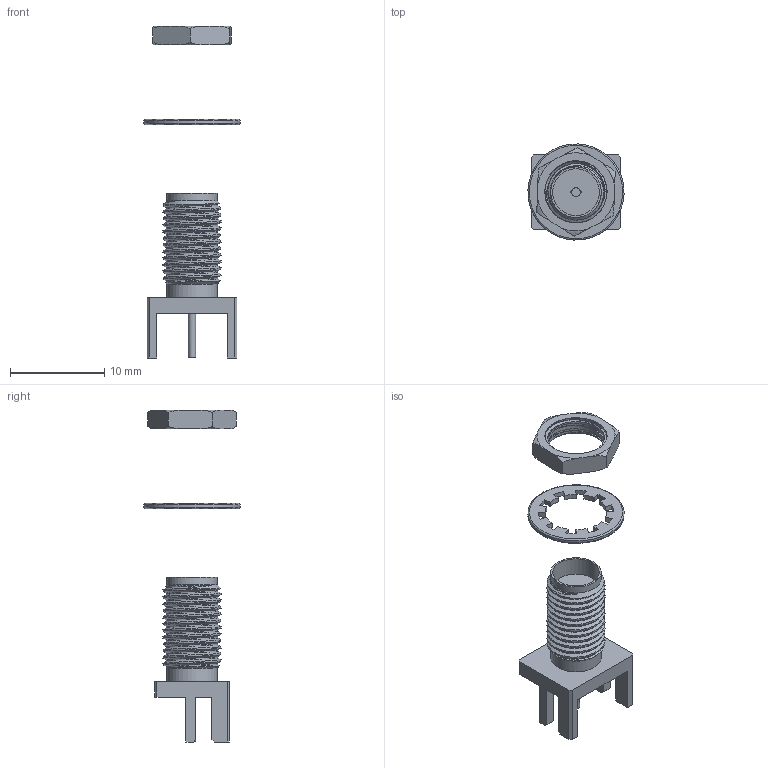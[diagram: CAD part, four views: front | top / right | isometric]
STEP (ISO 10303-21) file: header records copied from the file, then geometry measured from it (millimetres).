
FILE_DESCRIPTION(/* description */ ('Unknown'),/* implementation_level */ '2;1');
FILE_NAME(/* name */ '60312242114510',/* time_stamp */ '2018-09-19T16:05:49+02:00',/* author */ ('Unknown'),/* organization */ ('Unknown'),/* preprocessor_version */ 'ST-DEVELOPER v16.7',/* originating_system */ 'DEX',/* authorisation */ $);
FILE_SCHEMA (('AUTOMOTIVE_DESIGN {1 0 10303 214 3 1 1}'));
Length unit declared in the file: millimetre
Products named in the file (1): 60312242114510
Bounding box: 10.19 x 10.19 x 35.18 mm (x, y, z)
Volume: 496.6 mm3; surface area: 971.1 mm2
Topology: 3 solids, 4 shells, 128 faces, 348 edges, 233 vertices
Faces by surface type: plane 69, cylinder 36, torus 14, cone 5, bspline 4
Full cylindrical faces by diameter (mm): 0.76 x1, 1 x1, 1.27 x1, 2.95 x1, 4.95 x1, 5.35 x2, 10.2 x1
Entity records: 6155 total; most frequent: CARTESIAN_POINT 2640, ORIENTED_EDGE 640, DIRECTION 624, EDGE_CURVE 320, VERTEX_POINT 220, AXIS2_PLACEMENT_3D 220, LINE 184, VECTOR 184
